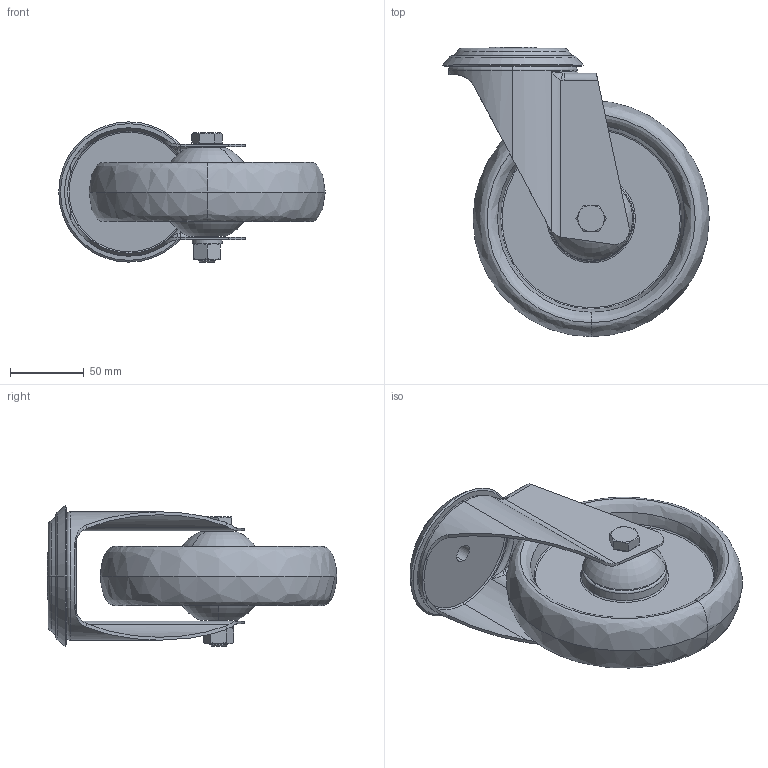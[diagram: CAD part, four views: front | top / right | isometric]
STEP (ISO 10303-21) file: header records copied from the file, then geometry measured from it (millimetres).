
FILE_DESCRIPTION (( 'STEP AP214' ), '1' );
FILE_NAME ('0030130.step', '2021-05-21T07:54:14', ( 'Windows-Benutzer' ), ( '' ), 'SwSTEP 2.0', 'SolidWorks 2020', '' );
FILE_SCHEMA (( 'AUTOMOTIVE_DESIGN' ));
Length unit declared in the file: millimetre
Products named in the file (1): 0030130
Bounding box: 180.5 x 196 x 95 mm (x, y, z)
Volume: 567552.9 mm3; surface area: 187968.6 mm2
Topology: 8 solids, 8 shells, 245 faces, 552 edges, 334 vertices
Faces by surface type: plane 63, cone 58, cylinder 54, torus 46, bspline 24
Entity records: 10358 total; most frequent: CARTESIAN_POINT 2132, DIRECTION 1208, ORIENTED_EDGE 1096, EDGE_CURVE 548, AXIS2_PLACEMENT_3D 530, VERTEX_POINT 334, CIRCLE 308, EDGE_LOOP 276
